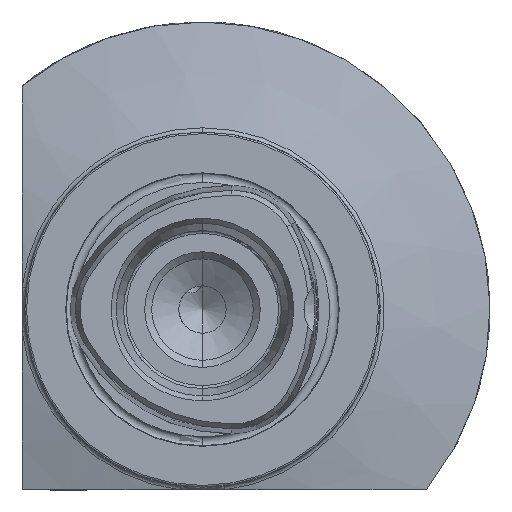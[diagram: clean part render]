
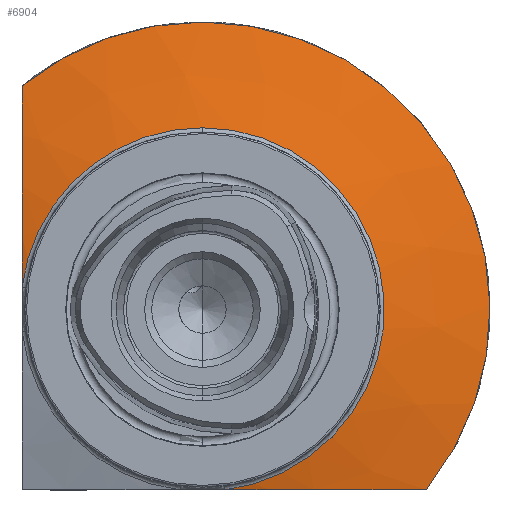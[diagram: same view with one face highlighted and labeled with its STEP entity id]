
A CAD part, left-side view. The second image highlights one B-rep face of the part: STEP entity #6904.
In plain terms, the highlighted conical face has half-angle 75 degrees and reference radius 51 mm.
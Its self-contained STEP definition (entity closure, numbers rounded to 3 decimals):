
#47 = VERTEX_POINT ( 'NONE', #7786 ) ;
#223 = CARTESIAN_POINT ( 'NONE',  ( 26.607, -36.748, -32. ) ) ;
#224 = CARTESIAN_POINT ( 'NONE',  ( 27.225, -39.711, -32. ) ) ;
#227 = CARTESIAN_POINT ( 'NONE',  ( 26.014, -33.781, -32. ) ) ;
#228 = CARTESIAN_POINT ( 'NONE',  ( 24.911, -27.842, -32. ) ) ;
#229 = CARTESIAN_POINT ( 'NONE',  ( 24.399, -24.869, -32. ) ) ;
#230 = CARTESIAN_POINT ( 'NONE',  ( 23.498, -18.912, -32. ) ) ;
#231 = CARTESIAN_POINT ( 'NONE',  ( 23.109, -15.928, -32. ) ) ;
#232 = CARTESIAN_POINT ( 'NONE',  ( 22.508, -9.945, -32. ) ) ;
#233 = CARTESIAN_POINT ( 'NONE',  ( 22.297, -6.945, -32. ) ) ;
#234 = CARTESIAN_POINT ( 'NONE',  ( 22.199, -3.936, -32. ) ) ;
#656 = CIRCLE ( 'NONE', #2771, 51. ) ;
#660 = CIRCLE ( 'NONE', #2766, 51. ) ;
#683 = CIRCLE ( 'NONE', #2756, 32.241 ) ;
#749 = CIRCLE ( 'NONE', #2731, 32.241 ) ;
#802 = ORIENTED_EDGE ( 'NONE', *, *, #7711, .T. ) ;
#813 = ORIENTED_EDGE ( 'NONE', *, *, #7623, .F. ) ;
#822 = ORIENTED_EDGE ( 'NONE', *, *, #7645, .T. ) ;
#828 = ORIENTED_EDGE ( 'NONE', *, *, #7555, .F. ) ;
#950 = ORIENTED_EDGE ( 'NONE', *, *, #7619, .T. ) ;
#968 = ORIENTED_EDGE ( 'NONE', *, *, #7624, .T. ) ;
#1234 = EDGE_LOOP ( 'NONE', ( #813, #822, #802, #828, #950, #968 ) ) ;
#2242 = FACE_OUTER_BOUND ( 'NONE', #1234, .T. ) ;
#2249 = CONICAL_SURFACE ( 'NONE', #5242, 51., 1.309 ) ;
#2731 = AXIS2_PLACEMENT_3D ( 'NONE', #4514, #4515, #4516 ) ;
#2756 = AXIS2_PLACEMENT_3D ( 'NONE', #6211, #6212, #6213 ) ;
#2766 = AXIS2_PLACEMENT_3D ( 'NONE', #3032, #3033, #3034 ) ;
#2771 = AXIS2_PLACEMENT_3D ( 'NONE', #3004, #3005, #3006 ) ;
#3002 = CARTESIAN_POINT ( 'NONE',  ( 22.199, 32., 3.936 ) ) ;
#3004 = CARTESIAN_POINT ( 'NONE',  ( 27.225, 0., 0. ) ) ;
#3005 = DIRECTION ( 'NONE',  ( -1., 0., 0. ) ) ;
#3006 = DIRECTION ( 'NONE',  ( 0., 0., 1. ) ) ;
#3012 = CARTESIAN_POINT ( 'NONE',  ( 22.297, 32., 6.933 ) ) ;
#3021 = CARTESIAN_POINT ( 'NONE',  ( 22.507, 32., 9.934 ) ) ;
#3022 = CARTESIAN_POINT ( 'NONE',  ( 22.959, 32., 14.441 ) ) ;
#3023 = CARTESIAN_POINT ( 'NONE',  ( 23.133, 32., 15.945 ) ) ;
#3024 = CARTESIAN_POINT ( 'NONE',  ( 23.518, 32., 18.946 ) ) ;
#3025 = CARTESIAN_POINT ( 'NONE',  ( 23.729, 32., 20.442 ) ) ;
#3026 = CARTESIAN_POINT ( 'NONE',  ( 24.407, 32., 24.92 ) ) ;
#3027 = CARTESIAN_POINT ( 'NONE',  ( 24.919, 32., 27.89 ) ) ;
#3028 = CARTESIAN_POINT ( 'NONE',  ( 26.021, 32., 33.813 ) ) ;
#3029 = CARTESIAN_POINT ( 'NONE',  ( 26.61, 32., 36.765 ) ) ;
#3030 = CARTESIAN_POINT ( 'NONE',  ( 27.225, 32., 39.711 ) ) ;
#3032 = CARTESIAN_POINT ( 'NONE',  ( 27.225, 0., 0. ) ) ;
#3033 = DIRECTION ( 'NONE',  ( -1., 0., 0. ) ) ;
#3034 = DIRECTION ( 'NONE',  ( 0., 0., 1. ) ) ;
#4514 = CARTESIAN_POINT ( 'NONE',  ( 22.199, 0., 0. ) ) ;
#4515 = DIRECTION ( 'NONE',  ( 1., 0., 0. ) ) ;
#4516 = DIRECTION ( 'NONE',  ( 0., 0., -1. ) ) ;
#4831 = VERTEX_POINT ( 'NONE', #7754 ) ;
#4918 = DIRECTION ( 'NONE',  ( 1., 0., 0. ) ) ;
#4975 = CARTESIAN_POINT ( 'NONE',  ( 27.225, 0., 0. ) ) ;
#4991 = DIRECTION ( 'NONE',  ( 0., 0., -1. ) ) ;
#5040 = CARTESIAN_POINT ( 'NONE',  ( 27.225, 0., 51. ) ) ;
#5150 = CARTESIAN_POINT ( 'NONE',  ( 27.225, 32., 39.711 ) ) ;
#5156 = CARTESIAN_POINT ( 'NONE',  ( 22.199, 0., 32.241 ) ) ;
#5242 = AXIS2_PLACEMENT_3D ( 'NONE', #4975, #4918, #4991 ) ;
#5529 = VERTEX_POINT ( 'NONE', #5040 ) ;
#5543 = VERTEX_POINT ( 'NONE', #5150 ) ;
#5548 = VERTEX_POINT ( 'NONE', #5156 ) ;
#5617 = VERTEX_POINT ( 'NONE', #7909 ) ;
#5722 = B_SPLINE_CURVE_WITH_KNOTS ( 'NONE', 3,
 ( #224, #223, #227, #228, #229, #230, #231, #232, #233, #234 ),
 .UNSPECIFIED., .F., .F.,
 ( 4, 2, 2, 2, 4 ),
 ( 0.053, 0.062, 0.071, 0.08, 0.089 ),
 .UNSPECIFIED. ) ;
#5749 = B_SPLINE_CURVE_WITH_KNOTS ( 'NONE', 3,
 ( #3002, #3012, #3021, #3022, #3023, #3024, #3025, #3026, #3027, #3028, #3029, #3030 ),
 .UNSPECIFIED., .F., .F.,
 ( 4, 2, 2, 2, 2, 4 ),
 ( 0.074, 0.083, 0.087, 0.092, 0.101, 0.11 ),
 .UNSPECIFIED. ) ;
#6211 = CARTESIAN_POINT ( 'NONE',  ( 22.199, 0., 0. ) ) ;
#6212 = DIRECTION ( 'NONE',  ( 1., 0., 0. ) ) ;
#6213 = DIRECTION ( 'NONE',  ( 0., 0., -1. ) ) ;
#6904 = ADVANCED_FACE ( 'NONE', ( #2242 ), #2249, .T. ) ;
#7555 = EDGE_CURVE ( 'NONE', #4831, #5617, #5722, .T. ) ;
#7619 = EDGE_CURVE ( 'NONE', #4831, #5529, #656, .T. ) ;
#7623 = EDGE_CURVE ( 'NONE', #47, #5543, #5749, .T. ) ;
#7624 = EDGE_CURVE ( 'NONE', #5529, #5543, #660, .T. ) ;
#7645 = EDGE_CURVE ( 'NONE', #47, #5548, #683, .T. ) ;
#7711 = EDGE_CURVE ( 'NONE', #5548, #5617, #749, .T. ) ;
#7754 = CARTESIAN_POINT ( 'NONE',  ( 27.225, -39.711, -32. ) ) ;
#7786 = CARTESIAN_POINT ( 'NONE',  ( 22.199, 32., 3.936 ) ) ;
#7909 = CARTESIAN_POINT ( 'NONE',  ( 22.199, -3.936, -32. ) ) ;
